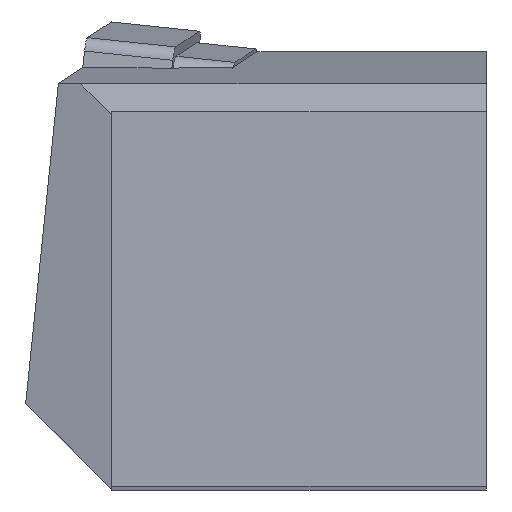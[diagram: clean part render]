
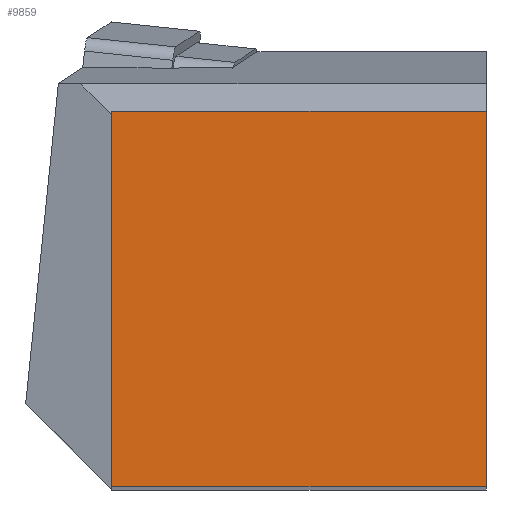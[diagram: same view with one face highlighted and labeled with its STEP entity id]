
A CAD part, top view. The second image highlights one B-rep face of the part: STEP entity #9859.
In plain terms, the highlighted planar face has unit normal (0, 0, 1).
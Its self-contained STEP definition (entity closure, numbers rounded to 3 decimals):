
#8888=CARTESIAN_POINT('',(0.,20.0,0.0));
#8889=VERTEX_POINT('',#8888);
#8896=CARTESIAN_POINT('',(20.,20.0,0.0));
#8897=VERTEX_POINT('',#8896);
#8898=CARTESIAN_POINT('',(20.,20.0,0.0));
#8899=DIRECTION('',(-1.0,0.0,0.0));
#8900=VECTOR('',#8899,20.0);
#8901=LINE('',#8898,#8900);
#8902=EDGE_CURVE('',#8897,#8889,#8901,.T.);
#9443=CARTESIAN_POINT('',(20.,0.,0.0));
#9444=VERTEX_POINT('',#9443);
#9451=CARTESIAN_POINT('',(0.0,0.0,0.0));
#9452=VERTEX_POINT('',#9451);
#9453=CARTESIAN_POINT('',(0.0,0.0,0.0));
#9454=DIRECTION('',(1.0,0.0,0.0));
#9455=VECTOR('',#9454,20.);
#9456=LINE('',#9453,#9455);
#9457=EDGE_CURVE('',#9452,#9444,#9456,.T.);
#9795=CARTESIAN_POINT('',(20.,0.,0.0));
#9796=DIRECTION('',(0.0,1.0,0.0));
#9797=VECTOR('',#9796,20.0);
#9798=LINE('',#9795,#9797);
#9799=EDGE_CURVE('',#9444,#8897,#9798,.T.);
#9827=CARTESIAN_POINT('',(0.,20.0,0.0));
#9828=DIRECTION('',(0.0,-1.0,0.0));
#9829=VECTOR('',#9828,20.0);
#9830=LINE('',#9827,#9829);
#9831=EDGE_CURVE('',#8889,#9452,#9830,.T.);
#9848=CARTESIAN_POINT('',(10.,10.0,0.0));
#9849=DIRECTION('',(0.0,0.0,1.0));
#9850=DIRECTION('',(1.0,0.0,0.0));
#9851=AXIS2_PLACEMENT_3D('',#9848,#9849,#9850);
#9852=PLANE('',#9851);
#9853=ORIENTED_EDGE('',*,*,#9457,.T.);
#9854=ORIENTED_EDGE('',*,*,#9799,.T.);
#9855=ORIENTED_EDGE('',*,*,#8902,.T.);
#9856=ORIENTED_EDGE('',*,*,#9831,.T.);
#9857=EDGE_LOOP('',(#9853,#9854,#9855,#9856));
#9858=FACE_OUTER_BOUND('',#9857,.T.);
#9859=ADVANCED_FACE('',(#9858),#9852,.T.);
